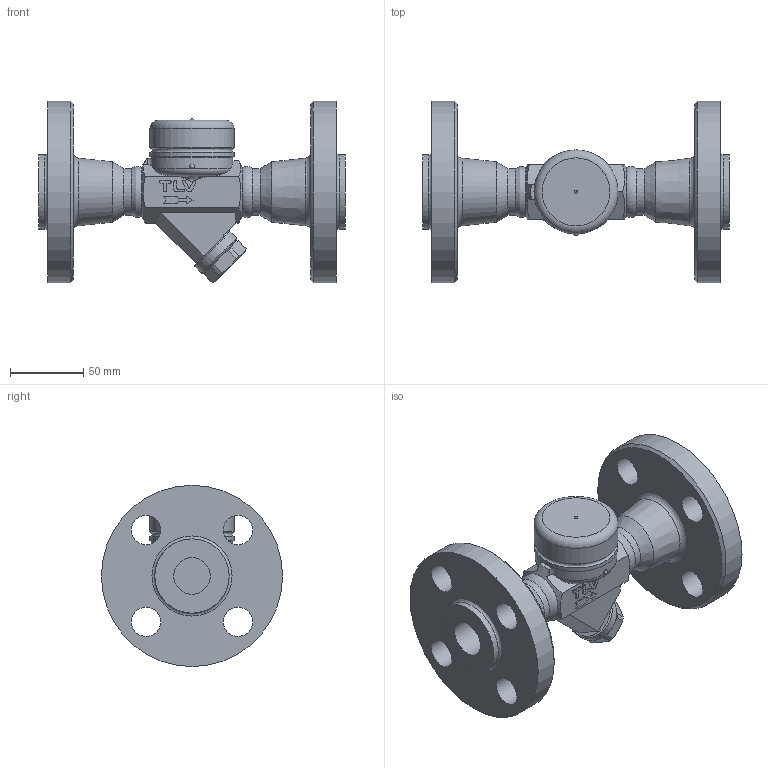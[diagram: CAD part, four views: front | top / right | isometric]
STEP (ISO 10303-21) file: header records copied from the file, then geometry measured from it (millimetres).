
FILE_DESCRIPTION((''),'2;1');
FILE_NAME('a46s0-025-a0600-00.stp','2010-06-28T14:16:37',('nakaot'),(''),'Autodesk Inventor 2008','Autodesk Inventor 2008','');
FILE_SCHEMA(('AUTOMOTIVE_DESIGN { 1 0 10303 214 1 1 1 1 }'));
Length unit declared in the file: millimetre
Products named in the file (1): a46s0-025-a0600-00
Bounding box: 210 x 124 x 124.04 mm (x, y, z)
Volume: 696106.2 mm3; surface area: 103086.3 mm2
Topology: 2 solids, 2 shells, 140 faces, 363 edges, 236 vertices
Faces by surface type: plane 65, cylinder 35, bspline 24, cone 9, torus 5, sphere 2
Full cylindrical faces by diameter (mm): 3 x1, 20 x4, 25 x1, 32 x1, 34 x1, 40 x1, 50.8 x1, 56 x1, 57.5 x2, 124 x1
Entity records: 4742 total; most frequent: CARTESIAN_POINT 1637, DIRECTION 609, ORIENTED_EDGE 608, EDGE_CURVE 304, AXIS2_PLACEMENT_3D 236, VERTEX_POINT 220, EDGE_LOOP 210, FACE_OUTER_BOUND 140
